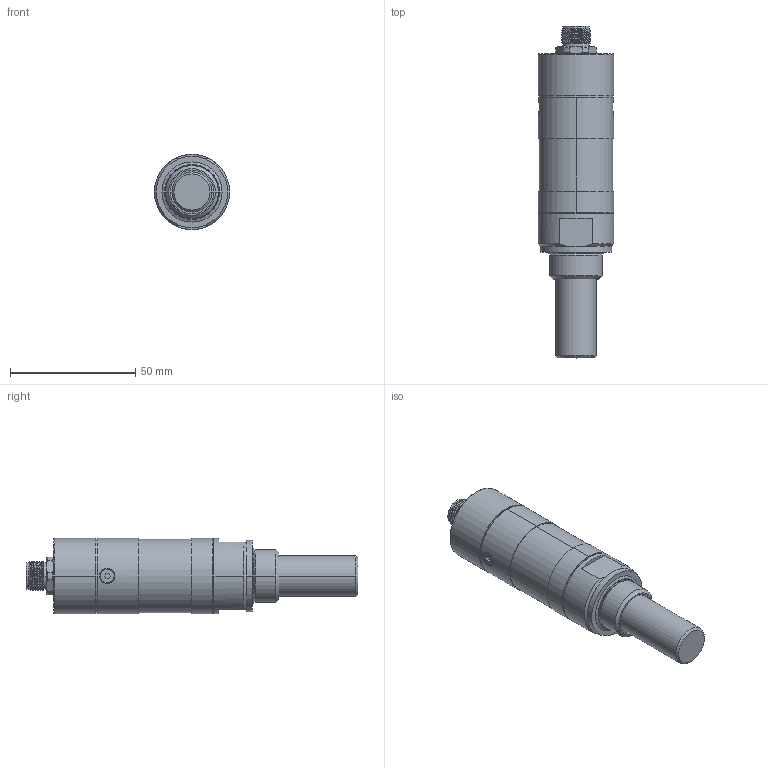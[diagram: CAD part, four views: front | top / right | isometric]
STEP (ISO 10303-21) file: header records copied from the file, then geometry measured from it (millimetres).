
FILE_DESCRIPTION((''),'2;1');
FILE_NAME('0195_0103_COVER_NON_LED','2021-05-19T09:52:11',('jj'),(''),'CREO PARAMETRIC BY PTC INC, 2018100','CREO PARAMETRIC BY PTC INC, 2018100','');
FILE_SCHEMA(('CONFIG_CONTROL_DESIGN','SHAPE_APPEARANCE_LAYERS_GROUPS'));
Length unit declared in the file: millimetre
Products named in the file (1): 0195_0103_COVER_NON_LED
Bounding box: 30 x 132.4 x 30 mm (x, y, z)
Volume: 65411.4 mm3; surface area: 14357.9 mm2
Topology: 1 solids, 15 shells, 286 faces, 659 edges, 410 vertices
Faces by surface type: cylinder 129, plane 67, cone 60, bspline 11, torus 10, sphere 7, extrusion 2
Entity records: 16384 total; most frequent: CARTESIAN_POINT 6447, DIRECTION 1447, ORIENTED_EDGE 1270, PRESENTATION_STYLE_ASSIGNMENT 836, STYLED_ITEM 656, CURVE_STYLE 649, EDGE_CURVE 647, AXIS2_PLACEMENT_3D 606
